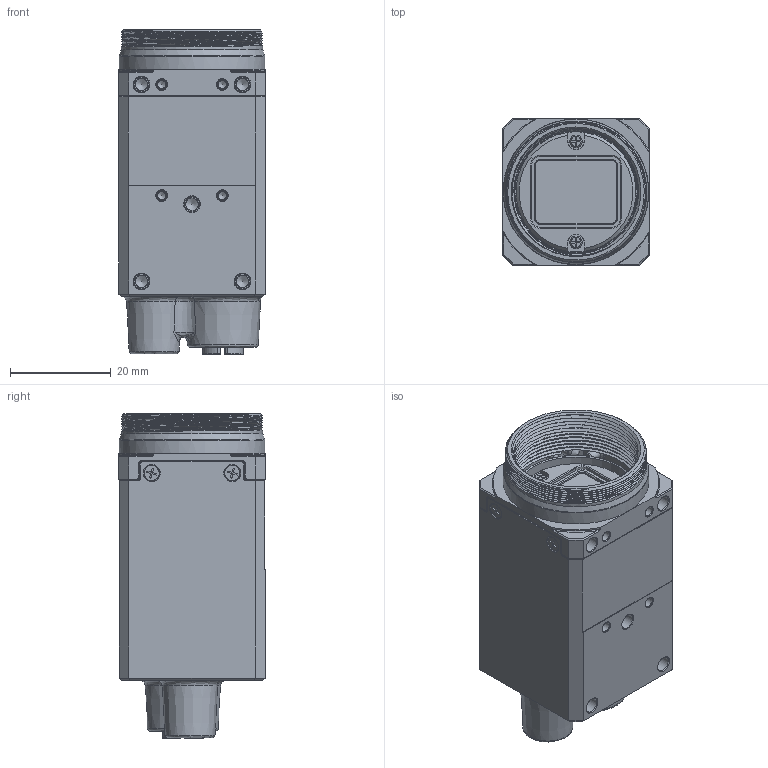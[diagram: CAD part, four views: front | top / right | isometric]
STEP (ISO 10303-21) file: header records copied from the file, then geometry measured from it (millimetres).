
FILE_DESCRIPTION (( 'STEP AP203' ), '1' );
FILE_NAME ('IP67眈儂.STEP', '2025-05-22T08:35:31', ( 'Windows User' ), ( 'P R C' ), 'SwSTEP 2.0', 'SolidWorks 2020', '' );
FILE_SCHEMA (( 'CONFIG_CONTROL_DESIGN' ));
Length unit declared in the file: millimetre
Products named in the file (1): IP67眈儂
Bounding box: 29 x 29 x 64.33 mm (x, y, z)
Surface area: 12090.3 mm2 (no closed solid volume)
Topology: 0 solids, 12 shells, 661 faces, 1604 edges, 1004 vertices
Faces by surface type: plane 330, cylinder 130, cone 103, bspline 98
Full cylindrical faces by diameter (mm): 0.65 x8, 0.7 x8, 1.24 x8, 1.6 x6, 1.7 x2, 2 x10, 2.5 x7, 3 x11, 8 x1, 8.25 x1, 12 x1, 12.2 x1, 24.2 x1, 28 x1, 28.85 x1
Entity records: 32766 total; most frequent: CARTESIAN_POINT 19602, ORIENTED_EDGE 2664, DIRECTION 2348, EDGE_CURVE 1338, VERTEX_POINT 909, EDGE_LOOP 880, AXIS2_PLACEMENT_3D 803, FACE_OUTER_BOUND 755
